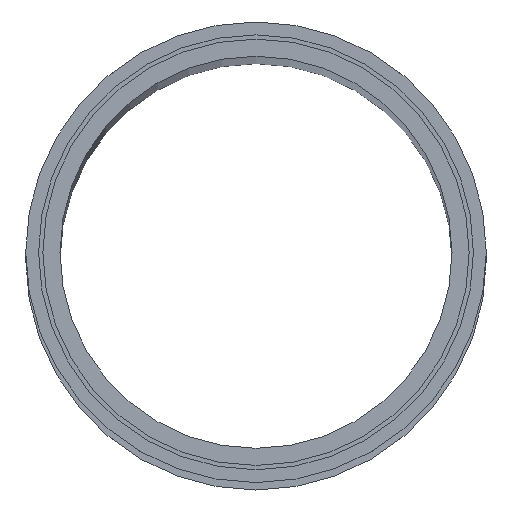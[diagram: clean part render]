
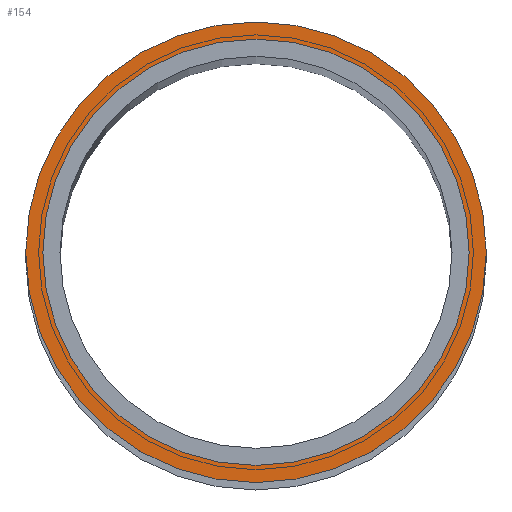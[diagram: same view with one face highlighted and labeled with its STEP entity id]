
A CAD part, top view. The second image highlights one B-rep face of the part: STEP entity #154.
In plain terms, the highlighted planar face has unit normal (0, 0, 1).
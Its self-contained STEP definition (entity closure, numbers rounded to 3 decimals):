
#30=PLANE('',#177);
#40=FACE_BOUND('',#72,.T.);
#52=FACE_OUTER_BOUND('',#71,.T.);
#71=EDGE_LOOP('',(#131));
#72=EDGE_LOOP('',(#132));
#85=CIRCLE('',#169,107.5);
#87=CIRCLE('',#173,99.5);
#97=VERTEX_POINT('',#260);
#99=VERTEX_POINT('',#266);
#109=EDGE_CURVE('',#97,#97,#85,.T.);
#111=EDGE_CURVE('',#99,#99,#87,.T.);
#131=ORIENTED_EDGE('',*,*,#109,.F.);
#132=ORIENTED_EDGE('',*,*,#111,.T.);
#154=ADVANCED_FACE('',(#52,#40),#30,.T.);
#169=AXIS2_PLACEMENT_3D('',#261,#206,#207);
#173=AXIS2_PLACEMENT_3D('',#267,#214,#215);
#177=AXIS2_PLACEMENT_3D('',#272,#222,#223);
#206=DIRECTION('center_axis',(0.,0.,-1.));
#207=DIRECTION('ref_axis',(-1.,0.,0.));
#214=DIRECTION('center_axis',(0.,0.,-1.));
#215=DIRECTION('ref_axis',(-1.,0.,0.));
#222=DIRECTION('center_axis',(0.,0.,1.));
#223=DIRECTION('ref_axis',(1.,0.,0.));
#260=CARTESIAN_POINT('',(107.5,0.,1988.));
#261=CARTESIAN_POINT('Origin',(0.,0.,1988.));
#266=CARTESIAN_POINT('',(99.5,0.,1988.));
#267=CARTESIAN_POINT('Origin',(0.,0.,1988.));
#272=CARTESIAN_POINT('Origin',(0.,0.,
1988.));
